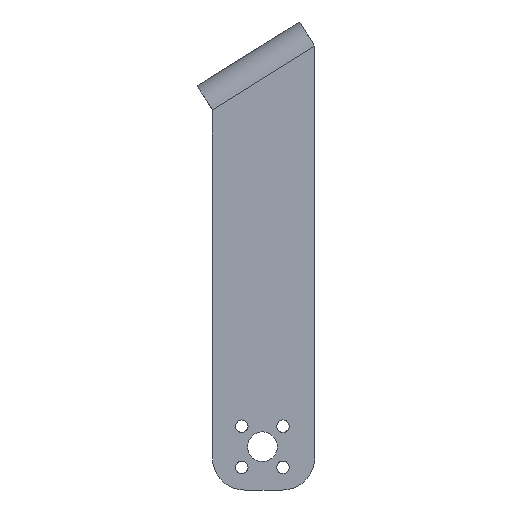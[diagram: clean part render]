
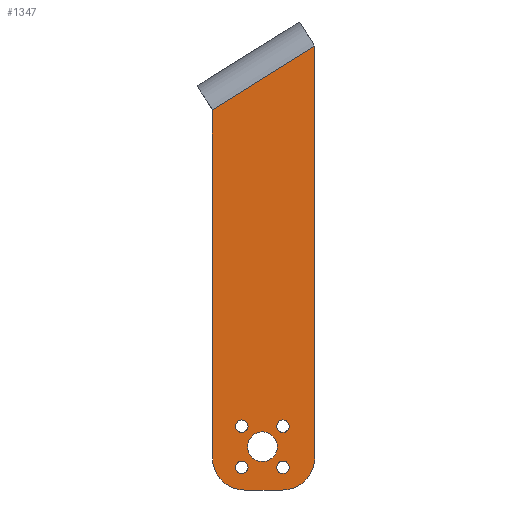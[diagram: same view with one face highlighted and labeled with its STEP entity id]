
A CAD part, left-side view. The second image highlights one B-rep face of the part: STEP entity #1347.
In plain terms, the highlighted planar face has unit normal (-1, 0, 0).
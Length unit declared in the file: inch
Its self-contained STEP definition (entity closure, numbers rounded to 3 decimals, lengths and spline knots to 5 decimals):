
#15=FACE_BOUND('',#184,.T.);
#16=FACE_BOUND('',#185,.T.);
#17=FACE_BOUND('',#186,.T.);
#18=FACE_BOUND('',#187,.T.);
#19=FACE_BOUND('',#188,.T.);
#52=PLANE('',#1447);
#103=FACE_OUTER_BOUND('',#183,.T.);
#183=EDGE_LOOP('',(#951,#952,#953,#954,#955,#956));
#184=EDGE_LOOP('',(#957));
#185=EDGE_LOOP('',(#958));
#186=EDGE_LOOP('',(#959));
#187=EDGE_LOOP('',(#960));
#188=EDGE_LOOP('',(#961));
#283=LINE('',#2067,#401);
#286=LINE('',#2073,#404);
#287=LINE('',#2075,#405);
#288=LINE('',#2077,#406);
#401=VECTOR('',#1651,0.3937);
#404=VECTOR('',#1656,0.3937);
#405=VECTOR('',#1657,0.3937);
#406=VECTOR('',#1658,0.3937);
#526=CIRCLE('',#1445,0.42598);
#527=CIRCLE('',#1448,0.42598);
#528=CIRCLE('',#1449,0.08268);
#529=CIRCLE('',#1450,0.08268);
#530=CIRCLE('',#1451,0.08268);
#531=CIRCLE('',#1452,0.08268);
#532=CIRCLE('',#1453,0.19685);
#603=VERTEX_POINT('',#2060);
#604=VERTEX_POINT('',#2062);
#605=VERTEX_POINT('',#2066);
#607=VERTEX_POINT('',#2072);
#608=VERTEX_POINT('',#2074);
#609=VERTEX_POINT('',#2076);
#610=VERTEX_POINT('',#2079);
#611=VERTEX_POINT('',#2081);
#612=VERTEX_POINT('',#2083);
#613=VERTEX_POINT('',#2085);
#614=VERTEX_POINT('',#2087);
#735=EDGE_CURVE('',#603,#604,#526,.T.);
#737=EDGE_CURVE('',#605,#604,#283,.T.);
#740=EDGE_CURVE('',#607,#603,#286,.T.);
#741=EDGE_CURVE('',#607,#608,#287,.T.);
#742=EDGE_CURVE('',#608,#609,#288,.T.);
#743=EDGE_CURVE('',#605,#609,#527,.T.);
#744=EDGE_CURVE('',#610,#610,#528,.T.);
#745=EDGE_CURVE('',#611,#611,#529,.T.);
#746=EDGE_CURVE('',#612,#612,#530,.T.);
#747=EDGE_CURVE('',#613,#613,#531,.T.);
#748=EDGE_CURVE('',#614,#614,#532,.T.);
#951=ORIENTED_EDGE('',*,*,#735,.F.);
#952=ORIENTED_EDGE('',*,*,#740,.F.);
#953=ORIENTED_EDGE('',*,*,#741,.T.);
#954=ORIENTED_EDGE('',*,*,#742,.T.);
#955=ORIENTED_EDGE('',*,*,#743,.F.);
#956=ORIENTED_EDGE('',*,*,#737,.T.);
#957=ORIENTED_EDGE('',*,*,#744,.T.);
#958=ORIENTED_EDGE('',*,*,#745,.T.);
#959=ORIENTED_EDGE('',*,*,#746,.T.);
#960=ORIENTED_EDGE('',*,*,#747,.T.);
#961=ORIENTED_EDGE('',*,*,#748,.T.);
#1347=ADVANCED_FACE('',(#103,#15,#16,#17,#18,#19),#52,.T.);
#1445=AXIS2_PLACEMENT_3D('',#2063,#1646,#1647);
#1447=AXIS2_PLACEMENT_3D('',#2071,#1654,#1655);
#1448=AXIS2_PLACEMENT_3D('',#2078,#1659,#1660);
#1449=AXIS2_PLACEMENT_3D('',#2080,#1661,#1662);
#1450=AXIS2_PLACEMENT_3D('',#2082,#1663,#1664);
#1451=AXIS2_PLACEMENT_3D('',#2084,#1665,#1666);
#1452=AXIS2_PLACEMENT_3D('',#2086,#1667,#1668);
#1453=AXIS2_PLACEMENT_3D('',#2088,#1669,#1670);
#1646=DIRECTION('center_axis',(1.,0.,0.));
#1647=DIRECTION('ref_axis',(0.,-0.707,-0.707));
#1651=DIRECTION('',(0.,-1.,0.));
#1654=DIRECTION('center_axis',(-1.,0.,0.));
#1655=DIRECTION('ref_axis',(0.,0.,1.));
#1656=DIRECTION('',(0.,0.,-1.));
#1657=DIRECTION('',(0.,0.848,-0.53));
#1658=DIRECTION('',(0.,0.,-1.));
#1659=DIRECTION('center_axis',(1.,0.,0.));
#1660=DIRECTION('ref_axis',(0.,0.707,-0.707));
#1661=DIRECTION('center_axis',(1.,0.,0.));
#1662=DIRECTION('ref_axis',(0.,0.,1.));
#1663=DIRECTION('center_axis',(1.,0.,0.));
#1664=DIRECTION('ref_axis',(0.,0.,1.));
#1665=DIRECTION('center_axis',(1.,0.,0.));
#1666=DIRECTION('ref_axis',(0.,0.,1.));
#1667=DIRECTION('center_axis',(1.,0.,0.));
#1668=DIRECTION('ref_axis',(0.,0.,1.));
#1669=DIRECTION('center_axis',(1.,0.,0.));
#1670=DIRECTION('ref_axis',(0.,0.,1.));
#2060=CARTESIAN_POINT('',(-4.14162,0.,-2.32217));
#2062=CARTESIAN_POINT('',(-4.14162,0.42598,-2.74815));
#2063=CARTESIAN_POINT('Origin',(-4.14162,0.42598,-2.32217));
#2066=CARTESIAN_POINT('',(-4.14162,0.92837,-2.74815));
#2067=CARTESIAN_POINT('',(-4.14162,0.67718,-2.74815));
#2071=CARTESIAN_POINT('Origin',(-4.14162,0.67718,1.96256));
#2072=CARTESIAN_POINT('',(-4.14162,0.,3.13011));
#2073=CARTESIAN_POINT('',(-4.14162,0.,0.79502));
#2074=CARTESIAN_POINT('',(-4.14162,1.35435,2.28382));
#2075=CARTESIAN_POINT('',(-4.14162,0.,3.13011));
#2076=CARTESIAN_POINT('',(-4.14162,1.35435,-2.32217));
#2077=CARTESIAN_POINT('',(-4.14162,1.35435,2.28382));
#2078=CARTESIAN_POINT('Origin',(-4.14162,0.92837,-2.32217));
#2079=CARTESIAN_POINT('',(-4.14162,0.41961,-1.98548));
#2080=CARTESIAN_POINT('Origin',(-4.14162,0.41961,-1.9028));
#2081=CARTESIAN_POINT('',(-4.14162,0.96409,-1.98548));
#2082=CARTESIAN_POINT('Origin',(-4.14162,0.96409,-1.9028));
#2083=CARTESIAN_POINT('',(-4.14162,0.41961,-2.52995));
#2084=CARTESIAN_POINT('Origin',(-4.14162,0.41961,-2.44728));
#2085=CARTESIAN_POINT('',(-4.14162,0.96409,-2.52995));
#2086=CARTESIAN_POINT('Origin',(-4.14162,0.96409,-2.44728));
#2087=CARTESIAN_POINT('',(-4.14162,0.69185,-2.37189));
#2088=CARTESIAN_POINT('Origin',(-4.14162,0.69185,-2.17504));
